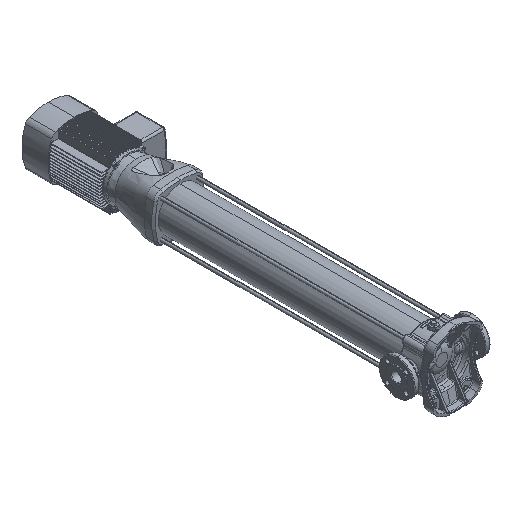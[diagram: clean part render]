
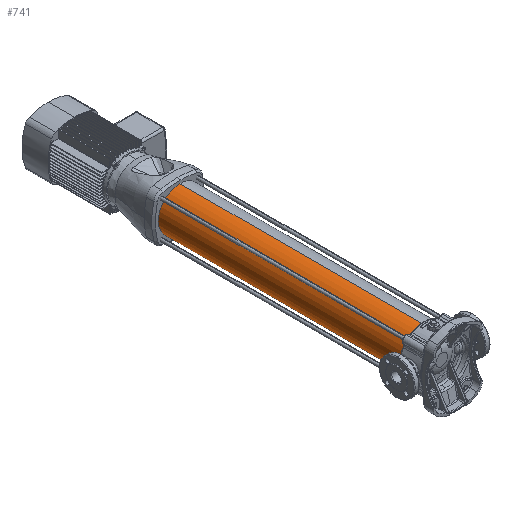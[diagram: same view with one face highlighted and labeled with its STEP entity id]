
A CAD part, isometric view. The second image highlights one B-rep face of the part: STEP entity #741.
In plain terms, the highlighted cylindrical face has radius 70 mm (diameter 140 mm), a partial arc.
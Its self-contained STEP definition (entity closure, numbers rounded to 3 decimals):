
#415 = CYLINDRICAL_SURFACE ( 'NONE', #46747, 70. ) ;
#741 = ADVANCED_FACE ( 'NONE', ( #22597 ), #415, .T. ) ;
#1086 = CARTESIAN_POINT ( 'NONE',  ( 0., 902., 70. ) ) ;
#2504 = CARTESIAN_POINT ( 'NONE',  ( 0., 902., 0. ) ) ;
#6408 = EDGE_CURVE ( 'NONE', #32751, #19521, #60327, .T. ) ;
#7043 = EDGE_CURVE ( 'NONE', #19521, #60653, #18082, .T. ) ;
#8035 = DIRECTION ( 'NONE',  ( 0., 0., 1. ) ) ;
#8756 = EDGE_CURVE ( 'NONE', #32751, #64538, #63226, .T. ) ;
#11226 = EDGE_CURVE ( 'NONE', #64538, #60653, #50137, .T. ) ;
#12111 = EDGE_LOOP ( 'NONE', ( #28271, #24860, #41578, #58924 ) ) ;
#12898 = DIRECTION ( 'NONE',  ( 0., 1., 0. ) ) ;
#13577 = VECTOR ( 'NONE', #44727, 1000. ) ;
#14720 = CARTESIAN_POINT ( 'NONE',  ( 0., 111., 70. ) ) ;
#18082 = CIRCLE ( 'NONE', #57985, 70. ) ;
#18523 = CARTESIAN_POINT ( 'NONE',  ( 0., 902., 70. ) ) ;
#19521 = VERTEX_POINT ( 'NONE', #24510 ) ;
#22597 = FACE_OUTER_BOUND ( 'NONE', #12111, .T. ) ;
#24510 = CARTESIAN_POINT ( 'NONE',  ( 0., 111., -70. ) ) ;
#24860 = ORIENTED_EDGE ( 'NONE', *, *, #8756, .F. ) ;
#28162 = DIRECTION ( 'NONE',  ( 0., -1., 0. ) ) ;
#28271 = ORIENTED_EDGE ( 'NONE', *, *, #11226, .F. ) ;
#32470 = VECTOR ( 'NONE', #38709, 1000. ) ;
#32751 = VERTEX_POINT ( 'NONE', #65594 ) ;
#33351 = AXIS2_PLACEMENT_3D ( 'NONE', #2504, #12898, #8035 ) ;
#37201 = DIRECTION ( 'NONE',  ( 0., 0., -1. ) ) ;
#38709 = DIRECTION ( 'NONE',  ( 0., -1., 0. ) ) ;
#39509 = CARTESIAN_POINT ( 'NONE',  ( 0., 902., -70. ) ) ;
#41578 = ORIENTED_EDGE ( 'NONE', *, *, #6408, .T. ) ;
#44562 = DIRECTION ( 'NONE',  ( 0., 1., 0. ) ) ;
#44727 = DIRECTION ( 'NONE',  ( 0., -1., 0. ) ) ;
#46747 = AXIS2_PLACEMENT_3D ( 'NONE', #64251, #28162, #37201 ) ;
#49073 = DIRECTION ( 'NONE',  ( 0., 0., 1. ) ) ;
#50137 = LINE ( 'NONE', #18523, #32470 ) ;
#57985 = AXIS2_PLACEMENT_3D ( 'NONE', #59481, #44562, #49073 ) ;
#58924 = ORIENTED_EDGE ( 'NONE', *, *, #7043, .T. ) ;
#59481 = CARTESIAN_POINT ( 'NONE',  ( 0., 111., 0. ) ) ;
#60327 = LINE ( 'NONE', #39509, #13577 ) ;
#60653 = VERTEX_POINT ( 'NONE', #14720 ) ;
#63226 = CIRCLE ( 'NONE', #33351, 70. ) ;
#64251 = CARTESIAN_POINT ( 'NONE',  ( 0., 902., 0. ) ) ;
#64538 = VERTEX_POINT ( 'NONE', #1086 ) ;
#65594 = CARTESIAN_POINT ( 'NONE',  ( 0., 902., -70. ) ) ;
